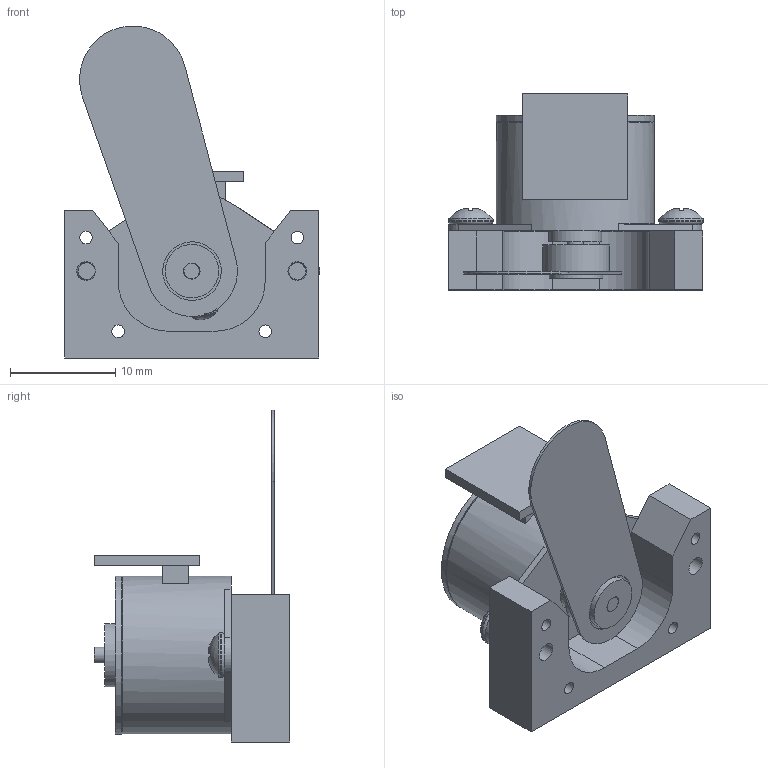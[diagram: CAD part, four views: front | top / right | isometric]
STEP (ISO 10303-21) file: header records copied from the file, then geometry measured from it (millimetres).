
FILE_DESCRIPTION(/* description */ ('STEP AP242 Edition 2','CAx-IF Rec.Pracs.---Representation and Presentation of Product Manufacturing Information (PMI)---4.0---2014-10-13','CAx-IF Rec.Pracs.---3D Tessellated Geometry---0.4---2014-09-14','2;1','CAx-IF Rec.Pracs.---User Defined Attributes---1.5---2016-08-15'),/* implementation_level */ '2;1');
FILE_NAME(/* name */ '69473fbdb3a0e6af6bf82e78',/* time_stamp */ '2025-12-21T00:30:54Z',/* author */ (''),/* organization */ (''),/* preprocessor_version */ 'ST-DEVELOPER v20',/* originating_system */ 'ONSHAPE BY PTC INC, 1.208',/* authorisation */ ' ');
FILE_SCHEMA (('AP242_MANAGED_MODEL_BASED_3D_ENGINEERING_MIM_LF { 1 0 10303 442 3 1 4 }'));
Length unit declared in the file: metre
Products named in the file (8): SH-35-M Assembly; 91772A074_Passivated 18-8 Stainless Steel Pan Head Phillips Screw; PCB; 91794A052_Narrow Fillister Head Slotted Screw; Blade Holder; SH35-blade; Motor; 24-101303
Assembly tree (8 placements, depth 2):
  SH-35-M Assembly
    91772A074_Passivated 18-8 Stainless Steel Pan Head Phillips Screw  x2
    PCB
    91794A052_Narrow Fillister Head Slotted Screw
    Blade Holder
    SH35-blade
    Motor
    24-101303
Bounding box: 24.24 x 18.59 x 31.54 mm (x, y, z)
Volume: 3271.4 mm3; surface area: 3165 mm2
Topology: 8 solids, 9 shells, 216 faces, 635 edges, 448 vertices
Faces by surface type: plane 88, cylinder 74, cone 23, bspline 16, torus 11, sphere 4
Full cylindrical faces by diameter (mm): 1.191 x5, 1.5 x2, 1.524 x2, 1.626 x1, 1.778 x4, 2.3 x2, 2.565 x2, 4.242 x2, 5 x1, 5.08 x1, 5.563 x1, 6 x1, 6.35 x1, 15 x2
Entity records: 7141 total; most frequent: CARTESIAN_POINT 3158, ORIENTED_EDGE 796, DIRECTION 743, EDGE_CURVE 398, VERTEX_POINT 306, AXIS2_PLACEMENT_3D 306, FACE_BOUND 228, EDGE_LOOP 226
